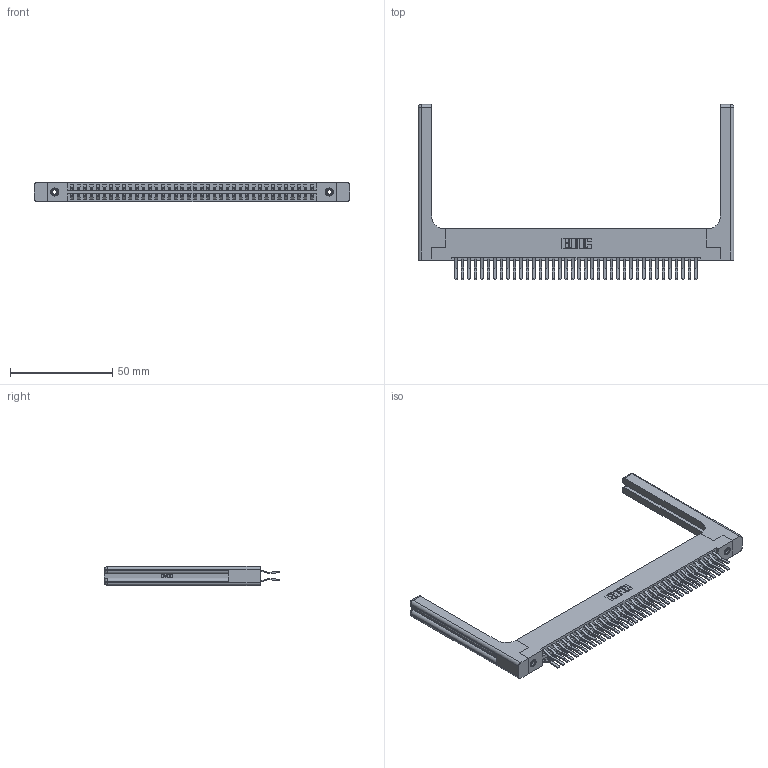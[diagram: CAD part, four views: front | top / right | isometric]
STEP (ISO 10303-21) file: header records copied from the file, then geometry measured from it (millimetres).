
FILE_DESCRIPTION (( 'STEP AP203' ), '1' );
FILE_NAME ('396-076-560-258.STEP', '2019-10-30T21:44:32', ( '' ), ( '' ), 'SwSTEP 2.0', 'SolidWorks 2016', '' );
FILE_SCHEMA (( 'CONFIG_CONTROL_DESIGN' ));
Length unit declared in the file: inch
Products named in the file (5): 345-292-001_560 Tail; 396-076-560-258; 346-220-058_345-220-058; 346 Part_Flush Mounting Lugs - 0.156 Dia-TH; 345-250-001_345-250-001-102
Assembly tree (81 placements, depth 2):
  396-076-560-258
    346 Part_Flush Mounting Lugs - 0.156 Dia-TH
    345-292-001_560 Tail  x76
    345-250-001_345-250-001-102  x2
    346-220-058_345-220-058  x2
Bounding box: 154.71 x 85.74 x 9.4 mm (x, y, z)
Volume: 23047.6 mm3; surface area: 27618.1 mm2
Topology: 81 solids, 81 shells, 4482 faces, 13231 edges, 8698 vertices
Faces by surface type: plane 2884, cylinder 1538, bspline 36, cone 12, sphere 8, torus 4
Entity records: 30608 total; most frequent: CARTESIAN_POINT 6057, ORIENTED_EDGE 4788, DIRECTION 4326, EDGE_CURVE 2394, LINE 2014, VECTOR 2014, VERTEX_POINT 1586, AXIS2_PLACEMENT_3D 1156
